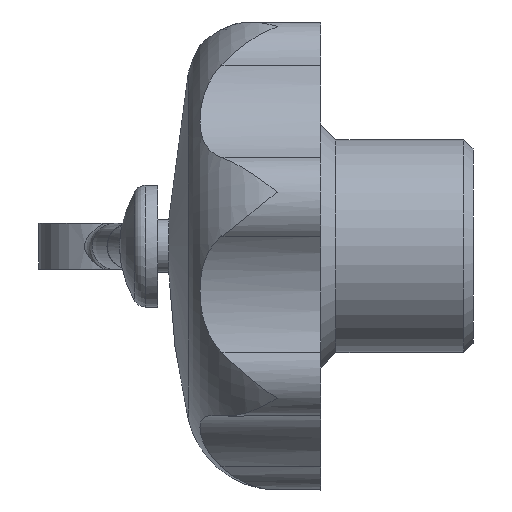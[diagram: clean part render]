
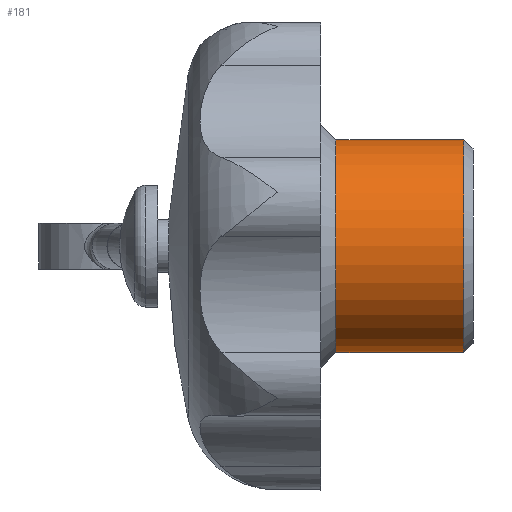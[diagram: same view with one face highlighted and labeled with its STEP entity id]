
A CAD part, left-side view. The second image highlights one B-rep face of the part: STEP entity #181.
In plain terms, the highlighted cylindrical face has radius 7 mm (diameter 14 mm), a full revolution.
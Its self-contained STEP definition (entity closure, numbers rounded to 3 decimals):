
#181 = ADVANCED_FACE( '', ( #381, #382 ), #383, .T. );
#381 = FACE_OUTER_BOUND( '', #579, .T. );
#382 = FACE_OUTER_BOUND( '', #580, .T. );
#383 = CYLINDRICAL_SURFACE( '', #581, 7. );
#579 = EDGE_LOOP( '', ( #1045 ) );
#580 = EDGE_LOOP( '', ( #1046 ) );
#581 = AXIS2_PLACEMENT_3D( '', #1047, #1048, #1049 );
#1045 = ORIENTED_EDGE( '', *, *, #1099, .F. );
#1046 = ORIENTED_EDGE( '', *, *, #1248, .T. );
#1047 = CARTESIAN_POINT( '', ( 0., 0., 0. ) );
#1048 = DIRECTION( '', ( 0., 1., 0. ) );
#1049 = DIRECTION( '', ( 0., 0., -1. ) );
#1099 = EDGE_CURVE( '', #1292, #1292, #1293, .T. );
#1248 = EDGE_CURVE( '', #1528, #1528, #1529, .T. );
#1292 = VERTEX_POINT( '', #1576 );
#1293 = CIRCLE( '', #1577, 7. );
#1528 = VERTEX_POINT( '', #2269 );
#1529 = CIRCLE( '', #2270, 7. );
#1576 = CARTESIAN_POINT( '', ( 0., 0.6, -7. ) );
#1577 = AXIS2_PLACEMENT_3D( '', #2344, #2345, #2346 );
#2269 = CARTESIAN_POINT( '', ( 0., 9., -7. ) );
#2270 = AXIS2_PLACEMENT_3D( '', #2542, #2543, #2544 );
#2344 = CARTESIAN_POINT( '', ( 0., 0.6, 0. ) );
#2345 = DIRECTION( '', ( 0., -1., 0. ) );
#2346 = DIRECTION( '', ( 0., 0., -1. ) );
#2542 = CARTESIAN_POINT( '', ( 0., 9., 0. ) );
#2543 = DIRECTION( '', ( 0., -1., 0. ) );
#2544 = DIRECTION( '', ( 0., 0., -1. ) );
